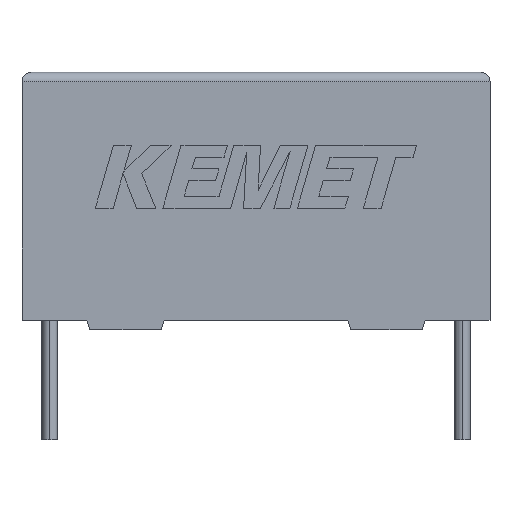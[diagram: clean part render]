
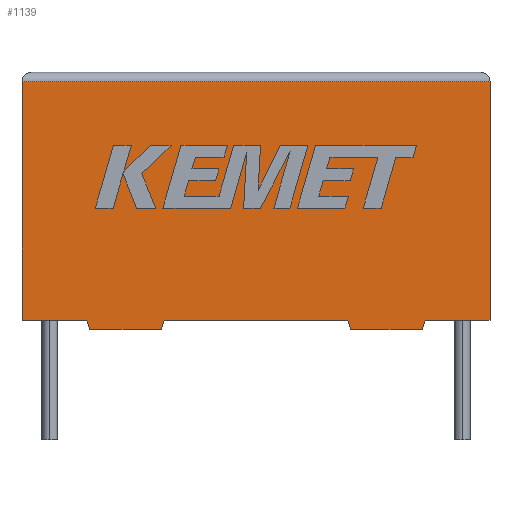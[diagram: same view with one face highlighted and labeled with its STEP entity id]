
A CAD part, top view. The second image highlights one B-rep face of the part: STEP entity #1139.
In plain terms, the highlighted planar face has unit normal (0, 0, 1).
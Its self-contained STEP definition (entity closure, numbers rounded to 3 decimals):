
#10 = DIRECTION ( 'NONE',  ( 0., -1., 0. ) ) ;
#41 = EDGE_CURVE ( 'NONE', #444, #2821, #1514, .T. ) ;
#56 = VECTOR ( 'NONE', #1518, 1000. ) ;
#57 = LINE ( 'NONE', #2389, #1045 ) ;
#97 = CARTESIAN_POINT ( 'NONE',  ( 21.81, -0.5, 5.5 ) ) ;
#135 = LINE ( 'NONE', #375, #1310 ) ;
#171 = ORIENTED_EDGE ( 'NONE', *, *, #1066, .T. ) ;
#183 = LINE ( 'NONE', #771, #56 ) ;
#197 = VECTOR ( 'NONE', #2948, 1000. ) ;
#235 = VECTOR ( 'NONE', #2481, 1000. ) ;
#274 = CARTESIAN_POINT ( 'NONE',  ( 0., 13., 5.5 ) ) ;
#281 = LINE ( 'NONE', #2174, #197 ) ;
#284 = AXIS2_PLACEMENT_3D ( 'NONE', #613, #2578, #2319 ) ;
#323 = EDGE_CURVE ( 'NONE', #2781, #2589, #1981, .T. ) ;
#333 = VERTEX_POINT ( 'NONE', #3000 ) ;
#342 = DIRECTION ( 'NONE',  ( 1., 0., 0. ) ) ;
#375 = CARTESIAN_POINT ( 'NONE',  ( 21.96, 0., 5.5 ) ) ;
#409 = DIRECTION ( 'NONE',  ( -0.287, -0.958, 0. ) ) ;
#430 = CARTESIAN_POINT ( 'NONE',  ( 25.5, 0., 5.5 ) ) ;
#444 = VERTEX_POINT ( 'NONE', #1501 ) ;
#504 = ORIENTED_EDGE ( 'NONE', *, *, #1857, .T. ) ;
#570 = EDGE_CURVE ( 'NONE', #2589, #967, #2409, .T. ) ;
#613 = CARTESIAN_POINT ( 'NONE',  ( 0., 0., 5.5 ) ) ;
#681 = EDGE_LOOP ( 'NONE', ( #2942, #713, #171, #1001, #3053, #504, #1308, #2503, #863, #2676, #2750, #2629 ) ) ;
#713 = ORIENTED_EDGE ( 'NONE', *, *, #570, .T. ) ;
#771 = CARTESIAN_POINT ( 'NONE',  ( 0., 0., 5.5 ) ) ;
#863 = ORIENTED_EDGE ( 'NONE', *, *, #2984, .F. ) ;
#869 = VERTEX_POINT ( 'NONE', #944 ) ;
#891 = VECTOR ( 'NONE', #3157, 1000. ) ;
#941 = CARTESIAN_POINT ( 'NONE',  ( 25.5, 13., 5.5 ) ) ;
#943 = VECTOR ( 'NONE', #1736, 1000. ) ;
#944 = CARTESIAN_POINT ( 'NONE',  ( 21.96, 0., 5.5 ) ) ;
#967 = VERTEX_POINT ( 'NONE', #274 ) ;
#1001 = ORIENTED_EDGE ( 'NONE', *, *, #2290, .T. ) ;
#1045 = VECTOR ( 'NONE', #1144, 1000. ) ;
#1066 = EDGE_CURVE ( 'NONE', #967, #1636, #2493, .T. ) ;
#1070 = EDGE_CURVE ( 'NONE', #869, #2781, #183, .T. ) ;
#1139 = ADVANCED_FACE ( 'NONE', ( #2119 ), #1348, .F. ) ;
#1144 = DIRECTION ( 'NONE',  ( -0.287, 0.958, 0. ) ) ;
#1308 = ORIENTED_EDGE ( 'NONE', *, *, #3034, .T. ) ;
#1310 = VECTOR ( 'NONE', #409, 1000. ) ;
#1316 = VECTOR ( 'NONE', #3196, 1000. ) ;
#1323 = CARTESIAN_POINT ( 'NONE',  ( 0., 13., 5.5 ) ) ;
#1348 = PLANE ( 'NONE',  #284 ) ;
#1379 = CARTESIAN_POINT ( 'NONE',  ( 7.591, -0.5, 5.5 ) ) ;
#1482 = CARTESIAN_POINT ( 'NONE',  ( 25.5, 0., 5.5 ) ) ;
#1501 = CARTESIAN_POINT ( 'NONE',  ( 7.742, 0., 5.5 ) ) ;
#1514 = LINE ( 'NONE', #2614, #2418 ) ;
#1518 = DIRECTION ( 'NONE',  ( 1., 0., 0. ) ) ;
#1620 = LINE ( 'NONE', #2362, #235 ) ;
#1636 = VERTEX_POINT ( 'NONE', #1780 ) ;
#1736 = DIRECTION ( 'NONE',  ( 1., 0., 0. ) ) ;
#1780 = CARTESIAN_POINT ( 'NONE',  ( 0., 0., 5.5 ) ) ;
#1855 = VECTOR ( 'NONE', #3086, 1000. ) ;
#1857 = EDGE_CURVE ( 'NONE', #333, #3016, #281, .T. ) ;
#1954 = CARTESIAN_POINT ( 'NONE',  ( 21.81, -0.5, 5.5 ) ) ;
#1981 = LINE ( 'NONE', #1482, #2123 ) ;
#1989 = VERTEX_POINT ( 'NONE', #2989 ) ;
#2046 = CARTESIAN_POINT ( 'NONE',  ( 17.909, -0.5, 5.5 ) ) ;
#2119 = FACE_OUTER_BOUND ( 'NONE', #681, .T. ) ;
#2123 = VECTOR ( 'NONE', #2994, 1000. ) ;
#2174 = CARTESIAN_POINT ( 'NONE',  ( 3.69, -0.5, 5.5 ) ) ;
#2290 = EDGE_CURVE ( 'NONE', #1636, #1989, #3205, .T. ) ;
#2319 = DIRECTION ( 'NONE',  ( -1., 0., 0. ) ) ;
#2362 = CARTESIAN_POINT ( 'NONE',  ( 3.54, 0., 5.5 ) ) ;
#2389 = CARTESIAN_POINT ( 'NONE',  ( 17.909, -0.5, 5.5 ) ) ;
#2409 = LINE ( 'NONE', #1323, #1855 ) ;
#2418 = VECTOR ( 'NONE', #342, 1000. ) ;
#2454 = CARTESIAN_POINT ( 'NONE',  ( 17.758, 0., 5.5 ) ) ;
#2481 = DIRECTION ( 'NONE',  ( 0.287, -0.958, 0. ) ) ;
#2493 = LINE ( 'NONE', #3025, #2574 ) ;
#2503 = ORIENTED_EDGE ( 'NONE', *, *, #41, .T. ) ;
#2574 = VECTOR ( 'NONE', #10, 1000. ) ;
#2577 = LINE ( 'NONE', #1954, #1316 ) ;
#2578 = DIRECTION ( 'NONE',  ( 0., 0., -1. ) ) ;
#2589 = VERTEX_POINT ( 'NONE', #941 ) ;
#2614 = CARTESIAN_POINT ( 'NONE',  ( 0., 0., 5.5 ) ) ;
#2629 = ORIENTED_EDGE ( 'NONE', *, *, #1070, .T. ) ;
#2644 = EDGE_CURVE ( 'NONE', #1989, #333, #1620, .T. ) ;
#2676 = ORIENTED_EDGE ( 'NONE', *, *, #2685, .F. ) ;
#2685 = EDGE_CURVE ( 'NONE', #3177, #3087, #2577, .T. ) ;
#2750 = ORIENTED_EDGE ( 'NONE', *, *, #3229, .F. ) ;
#2781 = VERTEX_POINT ( 'NONE', #430 ) ;
#2821 = VERTEX_POINT ( 'NONE', #2454 ) ;
#2876 = LINE ( 'NONE', #1379, #891 ) ;
#2905 = CARTESIAN_POINT ( 'NONE',  ( 0., 0., 5.5 ) ) ;
#2920 = CARTESIAN_POINT ( 'NONE',  ( 7.591, -0.5, 5.5 ) ) ;
#2942 = ORIENTED_EDGE ( 'NONE', *, *, #323, .T. ) ;
#2948 = DIRECTION ( 'NONE',  ( 1., 0., 0. ) ) ;
#2984 = EDGE_CURVE ( 'NONE', #3087, #2821, #57, .T. ) ;
#2989 = CARTESIAN_POINT ( 'NONE',  ( 3.54, 0., 5.5 ) ) ;
#2994 = DIRECTION ( 'NONE',  ( 0., 1., 0. ) ) ;
#3000 = CARTESIAN_POINT ( 'NONE',  ( 3.69, -0.5, 5.5 ) ) ;
#3016 = VERTEX_POINT ( 'NONE', #2920 ) ;
#3025 = CARTESIAN_POINT ( 'NONE',  ( 0., 0., 5.5 ) ) ;
#3034 = EDGE_CURVE ( 'NONE', #3016, #444, #2876, .T. ) ;
#3053 = ORIENTED_EDGE ( 'NONE', *, *, #2644, .T. ) ;
#3086 = DIRECTION ( 'NONE',  ( -1., 0., 0. ) ) ;
#3087 = VERTEX_POINT ( 'NONE', #2046 ) ;
#3157 = DIRECTION ( 'NONE',  ( 0.287, 0.958, 0. ) ) ;
#3177 = VERTEX_POINT ( 'NONE', #97 ) ;
#3196 = DIRECTION ( 'NONE',  ( -1., 0., 0. ) ) ;
#3205 = LINE ( 'NONE', #2905, #943 ) ;
#3229 = EDGE_CURVE ( 'NONE', #869, #3177, #135, .T. ) ;
